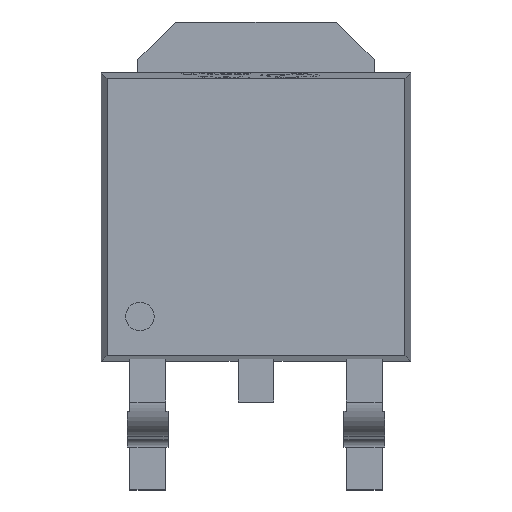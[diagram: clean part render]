
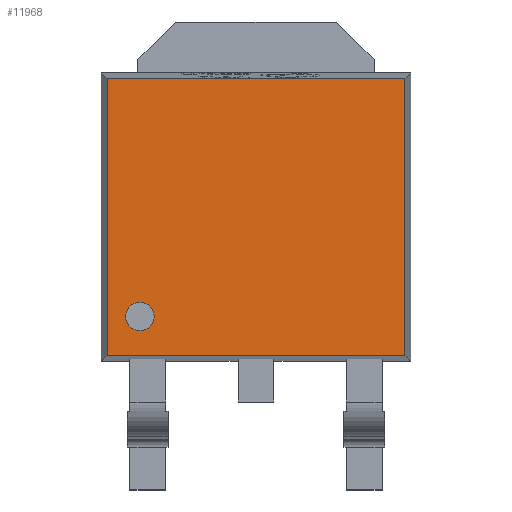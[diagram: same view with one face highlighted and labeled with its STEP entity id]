
A CAD part, top view. The second image highlights one B-rep face of the part: STEP entity #11968.
In plain terms, the highlighted planar face has unit normal (0, 0, 1).
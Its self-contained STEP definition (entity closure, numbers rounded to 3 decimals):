
#331 = CIRCLE ( 'NONE', #4172, 0.302 ) ;
#384 = EDGE_LOOP ( 'NONE', ( #8692, #5719 ) ) ;
#805 = CARTESIAN_POINT ( 'NONE',  ( 3.15, 3.87, 1.14 ) ) ;
#1185 = DIRECTION ( 'NONE',  ( 0., 0., 1. ) ) ;
#1252 = CARTESIAN_POINT ( 'NONE',  ( 0., 0.82, 1.14 ) ) ;
#1327 = DIRECTION ( 'NONE',  ( 1., 0., 0. ) ) ;
#1465 = EDGE_CURVE ( 'NONE', #6419, #9416, #5468, .T. ) ;
#1503 = ORIENTED_EDGE ( 'NONE', *, *, #10476, .T. ) ;
#1993 = EDGE_LOOP ( 'NONE', ( #7137, #2341, #2187, #1503 ) ) ;
#2153 = FACE_BOUND ( 'NONE', #384, .T. ) ;
#2187 = ORIENTED_EDGE ( 'NONE', *, *, #12207, .T. ) ;
#2341 = ORIENTED_EDGE ( 'NONE', *, *, #1465, .T. ) ;
#3132 = DIRECTION ( 'NONE',  ( 0., 1., 0. ) ) ;
#3379 = LINE ( 'NONE', #7805, #12836 ) ;
#4023 = CARTESIAN_POINT ( 'NONE',  ( -2.456, -1.284, 1.14 ) ) ;
#4172 = AXIS2_PLACEMENT_3D ( 'NONE', #4023, #9658, #6353 ) ;
#4605 = DIRECTION ( 'NONE',  ( 0., 0., 1. ) ) ;
#4664 = VECTOR ( 'NONE', #3132, 1000. ) ;
#5337 = LINE ( 'NONE', #805, #4664 ) ;
#5468 = LINE ( 'NONE', #7679, #12051 ) ;
#5542 = CARTESIAN_POINT ( 'NONE',  ( -2.758, -1.284, 1.14 ) ) ;
#5719 = ORIENTED_EDGE ( 'NONE', *, *, #11346, .F. ) ;
#5999 = VERTEX_POINT ( 'NONE', #12969 ) ;
#6045 = CIRCLE ( 'NONE', #11284, 0.302 ) ;
#6353 = DIRECTION ( 'NONE',  ( 1., 0., 0. ) ) ;
#6419 = VERTEX_POINT ( 'NONE', #8409 ) ;
#6936 = DIRECTION ( 'NONE',  ( 1., 0., 0. ) ) ;
#7137 = ORIENTED_EDGE ( 'NONE', *, *, #8982, .T. ) ;
#7590 = DIRECTION ( 'NONE',  ( 1., 0., 0. ) ) ;
#7679 = CARTESIAN_POINT ( 'NONE',  ( -3.27, 3.75, 1.14 ) ) ;
#7800 = CARTESIAN_POINT ( 'NONE',  ( 3.15, -2.11, 1.14 ) ) ;
#7805 = CARTESIAN_POINT ( 'NONE',  ( -3.27, -2.11, 1.14 ) ) ;
#7867 = VERTEX_POINT ( 'NONE', #7800 ) ;
#8057 = AXIS2_PLACEMENT_3D ( 'NONE', #1252, #4605, #6936 ) ;
#8409 = CARTESIAN_POINT ( 'NONE',  ( 3.15, 3.75, 1.14 ) ) ;
#8520 = FACE_OUTER_BOUND ( 'NONE', #1993, .T. ) ;
#8692 = ORIENTED_EDGE ( 'NONE', *, *, #9611, .F. ) ;
#8982 = EDGE_CURVE ( 'NONE', #7867, #6419, #5337, .T. ) ;
#9214 = VERTEX_POINT ( 'NONE', #10987 ) ;
#9416 = VERTEX_POINT ( 'NONE', #10971 ) ;
#9523 = LINE ( 'NONE', #11864, #13322 ) ;
#9611 = EDGE_CURVE ( 'NONE', #5999, #14066, #6045, .T. ) ;
#9658 = DIRECTION ( 'NONE',  ( 0., 0., 1. ) ) ;
#9811 = PLANE ( 'NONE',  #8057 ) ;
#9890 = DIRECTION ( 'NONE',  ( -1., 0., 0. ) ) ;
#10476 = EDGE_CURVE ( 'NONE', #9214, #7867, #3379, .T. ) ;
#10971 = CARTESIAN_POINT ( 'NONE',  ( -3.15, 3.75, 1.14 ) ) ;
#10987 = CARTESIAN_POINT ( 'NONE',  ( -3.15, -2.11, 1.14 ) ) ;
#11284 = AXIS2_PLACEMENT_3D ( 'NONE', #13170, #1185, #7590 ) ;
#11346 = EDGE_CURVE ( 'NONE', #14066, #5999, #331, .T. ) ;
#11864 = CARTESIAN_POINT ( 'NONE',  ( -3.15, 3.87, 1.14 ) ) ;
#11968 = ADVANCED_FACE ( 'NONE', ( #2153, #8520 ), #9811, .T. ) ;
#12051 = VECTOR ( 'NONE', #9890, 1000. ) ;
#12207 = EDGE_CURVE ( 'NONE', #9416, #9214, #9523, .T. ) ;
#12836 = VECTOR ( 'NONE', #1327, 1000. ) ;
#12969 = CARTESIAN_POINT ( 'NONE',  ( -2.153, -1.284, 1.14 ) ) ;
#13170 = CARTESIAN_POINT ( 'NONE',  ( -2.456, -1.284, 1.14 ) ) ;
#13322 = VECTOR ( 'NONE', #13882, 1000. ) ;
#13882 = DIRECTION ( 'NONE',  ( 0., -1., 0. ) ) ;
#14066 = VERTEX_POINT ( 'NONE', #5542 ) ;
